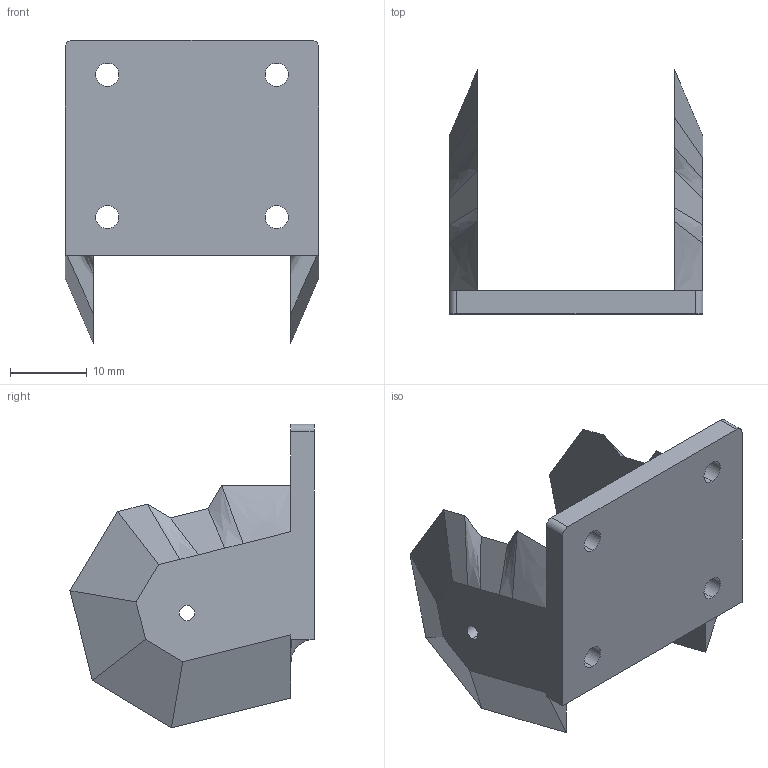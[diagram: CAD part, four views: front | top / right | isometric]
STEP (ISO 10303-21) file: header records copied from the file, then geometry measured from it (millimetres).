
FILE_DESCRIPTION (( 'STEP AP203' ), '1' );
FILE_NAME ('hinge_Default_sldprt.STEP', '2021-02-13T10:57:01', ( '' ), ( '' ), 'SwSTEP 2.0', 'SolidWorks 2019', '' );
FILE_SCHEMA (( 'CONFIG_CONTROL_DESIGN' ));
Length unit declared in the file: millimetre
Products named in the file (1): hinge_Default_sldprt
Bounding box: 33 x 31.71 x 39.48 mm (x, y, z)
Volume: 6088.3 mm3; surface area: 5167.9 mm2
Topology: 1 solids, 1 shells, 46 faces, 128 edges, 84 vertices
Faces by surface type: plane 24, cylinder 14, bspline 8
Entity records: 1837 total; most frequent: CARTESIAN_POINT 553, ORIENTED_EDGE 256, DIRECTION 234, EDGE_CURVE 128, VECTOR 96, LINE 96, VERTEX_POINT 84, AXIS2_PLACEMENT_3D 69
